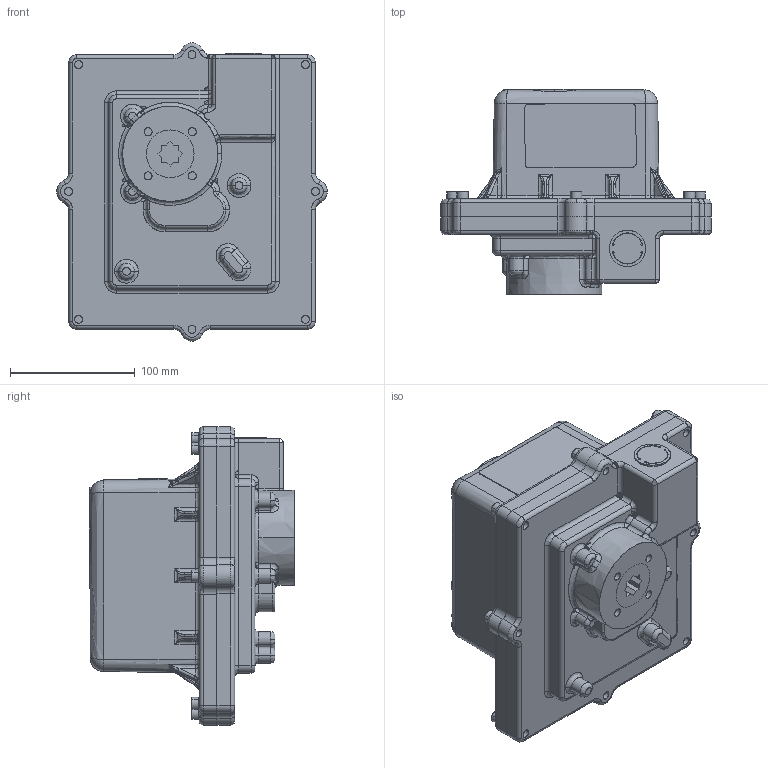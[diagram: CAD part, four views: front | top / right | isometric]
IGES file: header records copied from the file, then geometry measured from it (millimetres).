
Start section: SolidWorks IGES file using analytic representation for surfaces
Global section: file name: SR & SX Series Nema 7.IGS; native system: SolidWorks 2014; preprocessor: SolidWorks 2014; author: merion; date: 140508.133953; units: inch
Bounding box: 216.69 x 164.34 x 238.91 mm (x, y, z)
Surface area: 186067.1 mm2 (no closed solid volume)
Topology: 0 solids, 0 shells, 839 faces, 8191 edges, 8105 vertices
Faces by surface type: bspline 423, revolution 416
